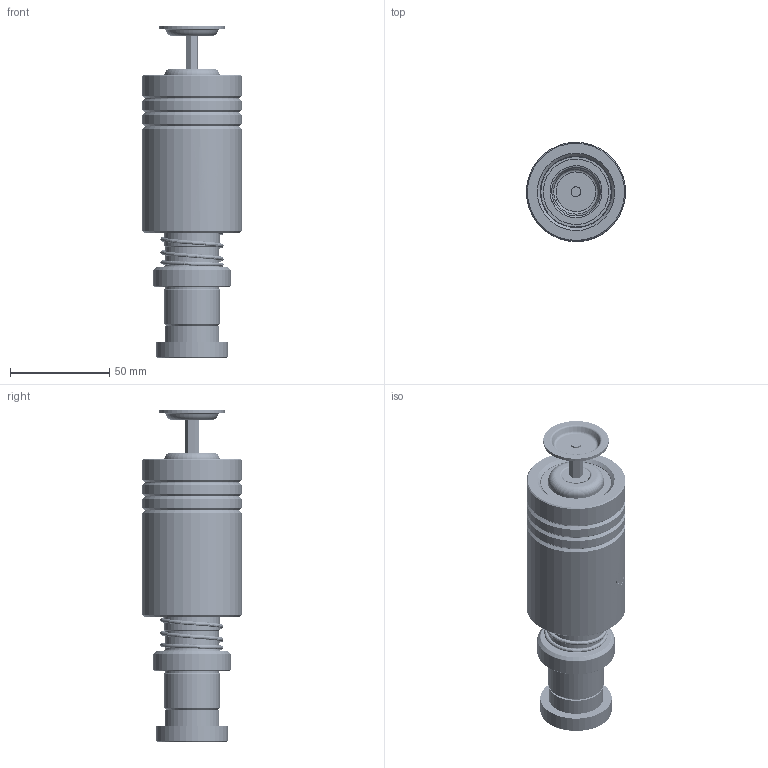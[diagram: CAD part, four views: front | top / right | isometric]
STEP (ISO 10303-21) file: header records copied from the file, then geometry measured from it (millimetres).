
FILE_DESCRIPTION (( 'STEP AP214' ), '1' );
FILE_NAME ('HMSH(HMJH)-D28-L110(BL-80).STEP', '2024-10-09T08:53:22', ( '111' ), ( '21222' ), 'SwSTEP 2.0', 'SolidWorks 2020', '' );
FILE_SCHEMA (( 'AUTOMOTIVE_DESIGN' ));
Length unit declared in the file: millimetre
Products named in the file (12): DRPM蹟簽D28; GTM-M12蹟簽; TBSH-35.5-28.5-L75; GTM-33郪蚾; DRPM-D28-L110; HMSH(HMJH)-D28-L110(BL-80); TBB-D50-d36-L80; GTM-3-縐种; BALL-D4; HWP-D31.3-d28.5-L40; TBSH-D35.5-28.5-L75郪蚾; GTM-33
Assembly tree (296 placements, depth 3):
  HMSH(HMJH)-D28-L110(BL-80)
    DRPM-D28-L110
    DRPM蹟簽D28
    TBB-D50-d36-L80
    TBSH-D35.5-28.5-L75郪蚾
      TBSH-35.5-28.5-L75
      BALL-D4  x286
    HWP-D31.3-d28.5-L40
    GTM-33郪蚾
      GTM-33
      GTM-3-縐种
      GTM-M12蹟簽
Bounding box: 49.99 x 49.99 x 167.47 mm (x, y, z)
Volume: 190595.4 mm3; surface area: 93955 mm2
Topology: 294 solids, 294 shells, 1366 faces, 5734 edges, 3804 vertices
Faces by surface type: sphere 1144, cylinder 68, plane 50, cone 46, torus 36, bspline 22
Entity records: 59872 total; most frequent: CARTESIAN_POINT 37141, ORIENTED_EDGE 4578, DIRECTION 3964, EDGE_CURVE 2289, AXIS2_PLACEMENT_3D 1880, VERTEX_POINT 1496, EDGE_LOOP 1363, B_SPLINE_CURVE_WITH_KNOTS 1260
